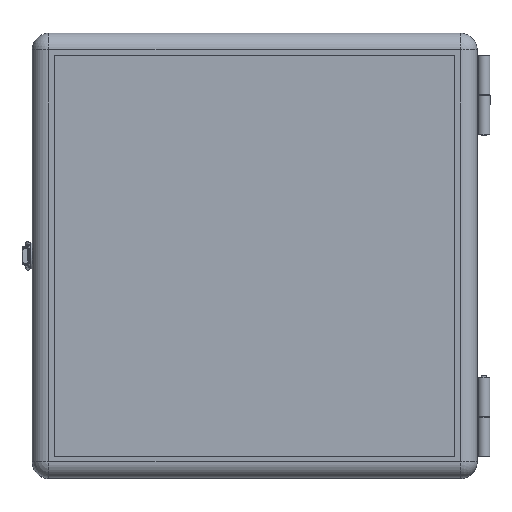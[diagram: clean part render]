
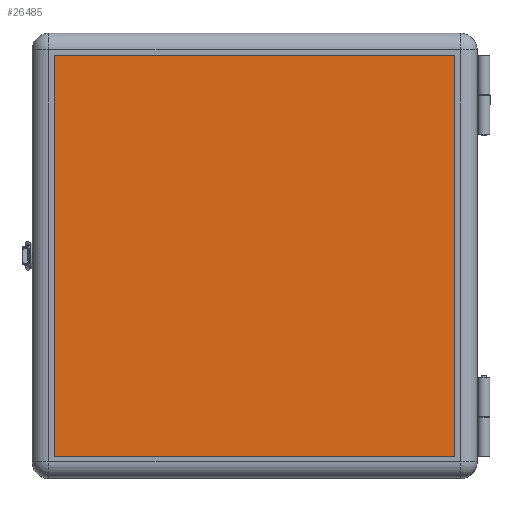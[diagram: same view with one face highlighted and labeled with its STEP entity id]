
A CAD part, top view. The second image highlights one B-rep face of the part: STEP entity #26485.
In plain terms, the highlighted face is planar.
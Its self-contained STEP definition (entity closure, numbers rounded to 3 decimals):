
#1710 = VECTOR ( 'NONE', #49509, 1000. ) ;
#3114 = LINE ( 'NONE', #3121, #20999 ) ;
#3121 = CARTESIAN_POINT ( 'NONE',  ( 180., -185., 0. ) ) ;
#3122 = DIRECTION ( 'NONE',  ( 0., 1., 0. ) ) ;
#3226 = LINE ( 'NONE', #3237, #21001 ) ;
#3237 = CARTESIAN_POINT ( 'NONE',  ( -180., -185., 0. ) ) ;
#3238 = DIRECTION ( 'NONE',  ( 0., -1., 0. ) ) ;
#3466 = CARTESIAN_POINT ( 'NONE',  ( -185., -180., 0. ) ) ;
#3469 = LINE ( 'NONE', #3466, #34144 ) ;
#3474 = DIRECTION ( 'NONE',  ( 1., 0., 0. ) ) ;
#6453 = CARTESIAN_POINT ( 'NONE',  ( -180., 180., 0. ) ) ;
#6595 = CARTESIAN_POINT ( 'NONE',  ( 180., -180., 0. ) ) ;
#6934 = CARTESIAN_POINT ( 'NONE',  ( -180., -180., 0. ) ) ;
#6955 = CARTESIAN_POINT ( 'NONE',  ( 180., 180., 0. ) ) ;
#8951 = VERTEX_POINT ( 'NONE', #6453 ) ;
#9093 = VERTEX_POINT ( 'NONE', #6595 ) ;
#9422 = VERTEX_POINT ( 'NONE', #6934 ) ;
#9434 = VERTEX_POINT ( 'NONE', #6955 ) ;
#13381 = EDGE_CURVE ( 'NONE', #9093, #9434, #3114, .T. ) ;
#13415 = EDGE_CURVE ( 'NONE', #8951, #9422, #3226, .T. ) ;
#13498 = EDGE_CURVE ( 'NONE', #9422, #9093, #3469, .T. ) ;
#20999 = VECTOR ( 'NONE', #3122, 1000. ) ;
#21001 = VECTOR ( 'NONE', #3238, 1000. ) ;
#26485 = ADVANCED_FACE ( 'NONE', ( #29885 ), #29886, .F. ) ;
#28954 = AXIS2_PLACEMENT_3D ( 'NONE', #29877, #29888, #29889 ) ;
#29877 = CARTESIAN_POINT ( 'NONE',  ( -185., -185., 0. ) ) ;
#29885 = FACE_OUTER_BOUND ( 'NONE', #37839, .T. ) ;
#29886 = PLANE ( 'NONE',  #28954 ) ;
#29888 = DIRECTION ( 'NONE',  ( 0., 0., 1. ) ) ;
#29889 = DIRECTION ( 'NONE',  ( 1., 0., 0. ) ) ;
#34144 = VECTOR ( 'NONE', #3474, 1000. ) ;
#37839 = EDGE_LOOP ( 'NONE', ( #38137, #38132, #38047, #38067 ) ) ;
#38047 = ORIENTED_EDGE ( 'NONE', *, *, #48119, .F. ) ;
#38067 = ORIENTED_EDGE ( 'NONE', *, *, #13381, .F. ) ;
#38132 = ORIENTED_EDGE ( 'NONE', *, *, #13415, .F. ) ;
#38137 = ORIENTED_EDGE ( 'NONE', *, *, #13498, .F. ) ;
#48119 = EDGE_CURVE ( 'NONE', #9434, #8951, #49504, .T. ) ;
#49504 = LINE ( 'NONE', #49508, #1710 ) ;
#49508 = CARTESIAN_POINT ( 'NONE',  ( -185., 180., 0. ) ) ;
#49509 = DIRECTION ( 'NONE',  ( -1., 0., 0. ) ) ;
